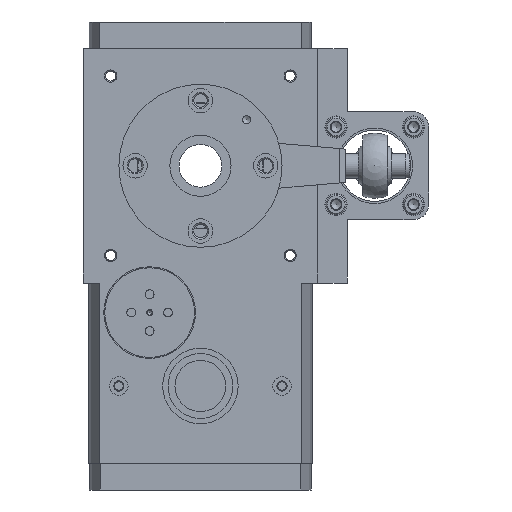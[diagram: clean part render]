
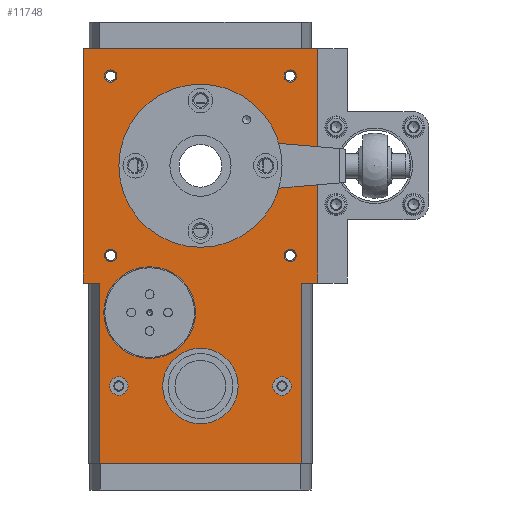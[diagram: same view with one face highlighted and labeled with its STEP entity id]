
A CAD part, front view. The second image highlights one B-rep face of the part: STEP entity #11748.
In plain terms, the highlighted face is planar.
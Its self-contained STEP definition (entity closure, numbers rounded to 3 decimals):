
#263=PLANE('',#13975);
#689=LINE('',#19904,#1289);
#690=LINE('',#19907,#1290);
#691=LINE('',#19909,#1291);
#692=LINE('',#19911,#1292);
#693=LINE('',#19913,#1293);
#694=LINE('',#19915,#1294);
#695=LINE('',#19917,#1295);
#696=LINE('',#19919,#1296);
#1289=VECTOR('',#15816,1000.);
#1290=VECTOR('',#15817,1000.);
#1291=VECTOR('',#15818,1000.);
#1292=VECTOR('',#15819,1000.);
#1293=VECTOR('',#15820,1000.);
#1294=VECTOR('',#15821,1000.);
#1295=VECTOR('',#15822,1000.);
#1296=VECTOR('',#15823,1000.);
#2369=ORIENTED_EDGE('',*,*,#5241,.T.);
#2370=ORIENTED_EDGE('',*,*,#5242,.T.);
#2371=ORIENTED_EDGE('',*,*,#5243,.T.);
#2372=ORIENTED_EDGE('',*,*,#5244,.T.);
#2373=ORIENTED_EDGE('',*,*,#5245,.T.);
#2374=ORIENTED_EDGE('',*,*,#5246,.T.);
#2375=ORIENTED_EDGE('',*,*,#5247,.T.);
#2376=ORIENTED_EDGE('',*,*,#5248,.T.);
#2377=ORIENTED_EDGE('',*,*,#5249,.T.);
#2378=ORIENTED_EDGE('',*,*,#5250,.T.);
#2379=ORIENTED_EDGE('',*,*,#5251,.F.);
#2380=ORIENTED_EDGE('',*,*,#5252,.T.);
#2381=ORIENTED_EDGE('',*,*,#5253,.T.);
#2382=ORIENTED_EDGE('',*,*,#5254,.T.);
#2383=ORIENTED_EDGE('',*,*,#5255,.T.);
#2384=ORIENTED_EDGE('',*,*,#5256,.T.);
#2385=ORIENTED_EDGE('',*,*,#5257,.T.);
#5241=EDGE_CURVE('',#6671,#6671,#7767,.T.);
#5242=EDGE_CURVE('',#6672,#6672,#7768,.T.);
#5243=EDGE_CURVE('',#6673,#6673,#7769,.T.);
#5244=EDGE_CURVE('',#6674,#6674,#7770,.T.);
#5245=EDGE_CURVE('',#6675,#6675,#7771,.T.);
#5246=EDGE_CURVE('',#6676,#6676,#7772,.T.);
#5247=EDGE_CURVE('',#6677,#6678,#689,.T.);
#5248=EDGE_CURVE('',#6678,#6679,#690,.T.);
#5249=EDGE_CURVE('',#6679,#6680,#691,.T.);
#5250=EDGE_CURVE('',#6680,#6681,#692,.T.);
#5251=EDGE_CURVE('',#6682,#6681,#693,.T.);
#5252=EDGE_CURVE('',#6682,#6683,#694,.T.);
#5253=EDGE_CURVE('',#6683,#6684,#695,.T.);
#5254=EDGE_CURVE('',#6684,#6677,#696,.T.);
#5255=EDGE_CURVE('',#6685,#6685,#7773,.T.);
#5256=EDGE_CURVE('',#6686,#6686,#7774,.T.);
#5257=EDGE_CURVE('',#6687,#6687,#7775,.F.);
#6671=VERTEX_POINT('',#19893);
#6672=VERTEX_POINT('',#19895);
#6673=VERTEX_POINT('',#19897);
#6674=VERTEX_POINT('',#19899);
#6675=VERTEX_POINT('',#19901);
#6676=VERTEX_POINT('',#19903);
#6677=VERTEX_POINT('',#19905);
#6678=VERTEX_POINT('',#19906);
#6679=VERTEX_POINT('',#19908);
#6680=VERTEX_POINT('',#19910);
#6681=VERTEX_POINT('',#19912);
#6682=VERTEX_POINT('',#19914);
#6683=VERTEX_POINT('',#19916);
#6684=VERTEX_POINT('',#19918);
#6685=VERTEX_POINT('',#19921);
#6686=VERTEX_POINT('',#19923);
#6687=VERTEX_POINT('',#19925);
#7767=CIRCLE('',#13976,18.5);
#7768=CIRCLE('',#13977,39.);
#7769=CIRCLE('',#13978,3.);
#7770=CIRCLE('',#13979,3.);
#7771=CIRCLE('',#13980,3.);
#7772=CIRCLE('',#13981,3.);
#7773=CIRCLE('',#13982,4.5);
#7774=CIRCLE('',#13983,4.5);
#7775=CIRCLE('',#13984,22.5);
#8520=EDGE_LOOP('',(#2369));
#8521=EDGE_LOOP('',(#2370));
#8522=EDGE_LOOP('',(#2371));
#8523=EDGE_LOOP('',(#2372));
#8524=EDGE_LOOP('',(#2373));
#8525=EDGE_LOOP('',(#2374));
#8526=EDGE_LOOP('',(#2375,#2376,#2377,#2378,#2379,#2380,#2381,#2382));
#8527=EDGE_LOOP('',(#2383));
#8528=EDGE_LOOP('',(#2384));
#8529=EDGE_LOOP('',(#2385));
#10049=FACE_BOUND('',#8520,.T.);
#10050=FACE_BOUND('',#8521,.T.);
#10051=FACE_BOUND('',#8522,.T.);
#10052=FACE_BOUND('',#8523,.T.);
#10053=FACE_BOUND('',#8524,.T.);
#10054=FACE_BOUND('',#8525,.T.);
#10055=FACE_BOUND('',#8526,.T.);
#10056=FACE_BOUND('',#8527,.T.);
#10057=FACE_BOUND('',#8528,.T.);
#10058=FACE_BOUND('',#8529,.T.);
#11748=ADVANCED_FACE('',(#10049,#10050,#10051,#10052,#10053,#10054,#10055,
#10056,#10057,#10058),#263,.T.);
#13975=AXIS2_PLACEMENT_3D('',#19891,#15802,#15803);
#13976=AXIS2_PLACEMENT_3D('',#19892,#15804,#15805);
#13977=AXIS2_PLACEMENT_3D('',#19894,#15806,#15807);
#13978=AXIS2_PLACEMENT_3D('',#19896,#15808,#15809);
#13979=AXIS2_PLACEMENT_3D('',#19898,#15810,#15811);
#13980=AXIS2_PLACEMENT_3D('',#19900,#15812,#15813);
#13981=AXIS2_PLACEMENT_3D('',#19902,#15814,#15815);
#13982=AXIS2_PLACEMENT_3D('',#19920,#15824,#15825);
#13983=AXIS2_PLACEMENT_3D('',#19922,#15826,#15827);
#13984=AXIS2_PLACEMENT_3D('',#19924,#15828,#15829);
#15802=DIRECTION('',(0.,1.,0.));
#15803=DIRECTION('',(0.,0.,1.));
#15804=DIRECTION('',(0.,-1.,0.));
#15805=DIRECTION('',(0.,0.,-1.));
#15806=DIRECTION('',(0.,-1.,0.));
#15807=DIRECTION('',(0.,0.,-1.));
#15808=DIRECTION('',(0.,-1.,0.));
#15809=DIRECTION('',(0.,0.,-1.));
#15810=DIRECTION('',(0.,-1.,0.));
#15811=DIRECTION('',(0.,0.,-1.));
#15812=DIRECTION('',(0.,-1.,0.));
#15813=DIRECTION('',(0.,0.,-1.));
#15814=DIRECTION('',(0.,-1.,0.));
#15815=DIRECTION('',(0.,0.,-1.));
#15816=DIRECTION('',(1.,0.,0.));
#15817=DIRECTION('',(0.,0.,-1.));
#15818=DIRECTION('',(1.,0.,0.));
#15819=DIRECTION('',(0.,0.,-1.));
#15820=DIRECTION('',(1.,0.,0.));
#15821=DIRECTION('',(0.,0.,-1.));
#15822=DIRECTION('',(-1.,0.,0.));
#15823=DIRECTION('',(0.,0.,1.));
#15824=DIRECTION('',(0.,-1.,0.));
#15825=DIRECTION('',(0.,0.,-1.));
#15826=DIRECTION('',(0.,-1.,0.));
#15827=DIRECTION('',(0.,0.,-1.));
#15828=DIRECTION('',(0.,1.,0.));
#15829=DIRECTION('',(0.,0.,1.));
#19891=CARTESIAN_POINT('',(0.,60.,0.));
#19892=CARTESIAN_POINT('',(108.,60.,0.));
#19893=CARTESIAN_POINT('',(108.,60.,-18.5));
#19894=CARTESIAN_POINT('',(0.,60.,0.));
#19895=CARTESIAN_POINT('',(0.,60.,-39.));
#19896=CARTESIAN_POINT('',(-44.,60.,44.));
#19897=CARTESIAN_POINT('',(-44.,60.,41.));
#19898=CARTESIAN_POINT('',(44.,60.,-44.));
#19899=CARTESIAN_POINT('',(44.,60.,-47.));
#19900=CARTESIAN_POINT('',(44.,60.,44.));
#19901=CARTESIAN_POINT('',(44.,60.,41.));
#19902=CARTESIAN_POINT('',(-44.,60.,-44.));
#19903=CARTESIAN_POINT('',(-44.,60.,-47.));
#19904=CARTESIAN_POINT('',(-57.5,60.,57.5));
#19905=CARTESIAN_POINT('',(-57.5,60.,57.5));
#19906=CARTESIAN_POINT('',(57.5,60.,57.5));
#19907=CARTESIAN_POINT('',(57.5,60.,0.));
#19908=CARTESIAN_POINT('',(57.5,60.,49.635));
#19909=CARTESIAN_POINT('',(57.5,60.,49.635));
#19910=CARTESIAN_POINT('',(146.,60.,49.635));
#19911=CARTESIAN_POINT('',(146.,60.,57.5));
#19912=CARTESIAN_POINT('',(146.,60.,-49.635));
#19913=CARTESIAN_POINT('',(57.5,60.,-49.635));
#19914=CARTESIAN_POINT('',(57.5,60.,-49.635));
#19915=CARTESIAN_POINT('',(57.5,60.,0.));
#19916=CARTESIAN_POINT('',(57.5,60.,-57.5));
#19917=CARTESIAN_POINT('',(146.,60.,-57.5));
#19918=CARTESIAN_POINT('',(-57.5,60.,-57.5));
#19919=CARTESIAN_POINT('',(-57.5,60.,-57.5));
#19920=CARTESIAN_POINT('',(108.,60.,40.));
#19921=CARTESIAN_POINT('',(108.,60.,35.5));
#19922=CARTESIAN_POINT('',(108.,60.,-40.));
#19923=CARTESIAN_POINT('',(108.,60.,-44.5));
#19924=CARTESIAN_POINT('',(72.,60.,24.9));
#19925=CARTESIAN_POINT('',(72.,60.,47.4));
